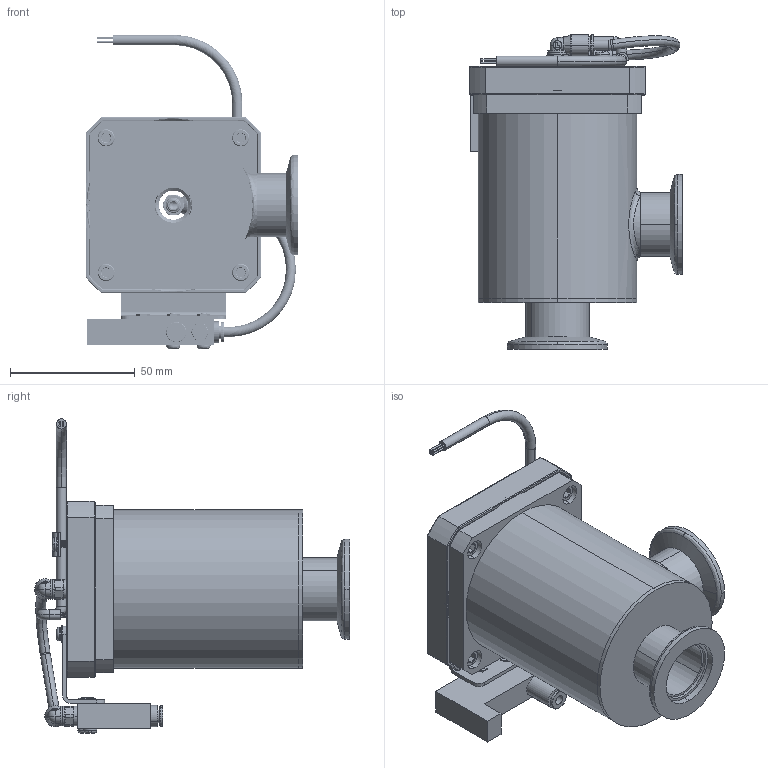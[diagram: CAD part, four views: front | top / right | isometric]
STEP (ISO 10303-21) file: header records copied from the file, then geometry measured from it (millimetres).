
FILE_DESCRIPTION (( 'STEP AP203' ), '1' );
FILE_NAME ('NAP-S03112.STEP', '2023-02-14T20:15:09', ( '' ), ( '' ), 'SwSTEP 2.0', 'SolidWorks 2020', '' );
FILE_SCHEMA (( 'CONFIG_CONTROL_DESIGN' ));
Length unit declared in the file: inch
Products named in the file (1): NAP-S03112
Bounding box: 85.19 x 126.1 x 125.77 mm (x, y, z)
Volume: 121008.6 mm3; surface area: 115147.1 mm2
Topology: 48 solids, 48 shells, 2963 faces, 7884 edges, 5102 vertices
Faces by surface type: plane 1068, cylinder 955, cone 594, bspline 215, torus 125, sphere 6
Entity records: 120955 total; most frequent: CARTESIAN_POINT 50984, ORIENTED_EDGE 15760, DIRECTION 13558, EDGE_CURVE 7880, VERTEX_POINT 5102, AXIS2_PLACEMENT_3D 5071, VECTOR 3416, LINE 3416
